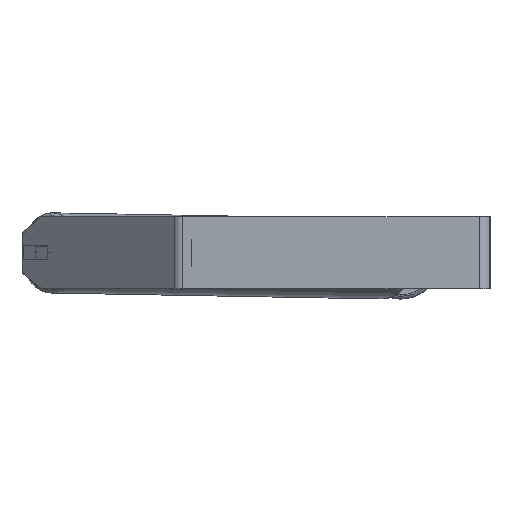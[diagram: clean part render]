
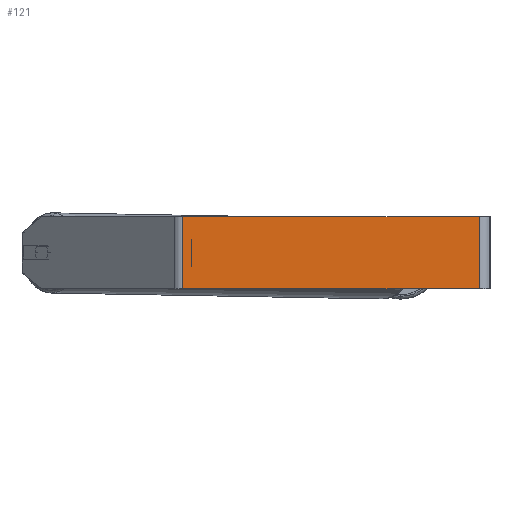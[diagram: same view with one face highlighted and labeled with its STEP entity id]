
A CAD part, left-side view. The second image highlights one B-rep face of the part: STEP entity #121.
In plain terms, the highlighted planar face has unit normal (-1, 0, 0).
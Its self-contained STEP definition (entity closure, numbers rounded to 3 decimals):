
#60 = VECTOR ( 'NONE', #8115, 1000. ) ;
#108 = CARTESIAN_POINT ( 'NONE',  ( -840., 12., 40. ) ) ;
#121 = ADVANCED_FACE ( 'NONE', ( #2490 ), #8410, .F. ) ;
#262 = EDGE_CURVE ( 'NONE', #2341, #7223, #8737, .T. ) ;
#716 = LINE ( 'NONE', #108, #60 ) ;
#1443 = LINE ( 'NONE', #2723, #7675 ) ;
#1586 = LINE ( 'NONE', #3077, #2179 ) ;
#1684 = ORIENTED_EDGE ( 'NONE', *, *, #4058, .F. ) ;
#2179 = VECTOR ( 'NONE', #4976, 1000. ) ;
#2341 = VERTEX_POINT ( 'NONE', #5442 ) ;
#2490 = FACE_OUTER_BOUND ( 'NONE', #8000, .T. ) ;
#2712 = CARTESIAN_POINT ( 'NONE',  ( -840., 341.161, -40. ) ) ;
#2723 = CARTESIAN_POINT ( 'NONE',  ( -840., 346.131, -40. ) ) ;
#3077 = CARTESIAN_POINT ( 'NONE',  ( -840., 346.131, 40. ) ) ;
#3095 = CARTESIAN_POINT ( 'NONE',  ( -840., 346.131, 40. ) ) ;
#3836 = DIRECTION ( 'NONE',  ( 0., 0., -1. ) ) ;
#4058 = EDGE_CURVE ( 'NONE', #7537, #8053, #716, .T. ) ;
#4128 = DIRECTION ( 'NONE',  ( 0., -1., 0. ) ) ;
#4335 = ORIENTED_EDGE ( 'NONE', *, *, #262, .T. ) ;
#4374 = EDGE_CURVE ( 'NONE', #7223, #8053, #1443, .T. ) ;
#4678 = CARTESIAN_POINT ( 'NONE',  ( -840., 341.161, 40. ) ) ;
#4976 = DIRECTION ( 'NONE',  ( 0., -1., 0. ) ) ;
#5421 = ORIENTED_EDGE ( 'NONE', *, *, #4374, .T. ) ;
#5442 = CARTESIAN_POINT ( 'NONE',  ( -840., 341.161, 40. ) ) ;
#5752 = DIRECTION ( 'NONE',  ( 1., 0., 0. ) ) ;
#5902 = CARTESIAN_POINT ( 'NONE',  ( -840., 12., -40. ) ) ;
#5989 = ORIENTED_EDGE ( 'NONE', *, *, #7729, .F. ) ;
#6284 = VECTOR ( 'NONE', #3836, 1000. ) ;
#6438 = CARTESIAN_POINT ( 'NONE',  ( -840., 12., 40. ) ) ;
#6972 = AXIS2_PLACEMENT_3D ( 'NONE', #3095, #5752, #7798 ) ;
#7223 = VERTEX_POINT ( 'NONE', #2712 ) ;
#7537 = VERTEX_POINT ( 'NONE', #6438 ) ;
#7675 = VECTOR ( 'NONE', #4128, 1000. ) ;
#7729 = EDGE_CURVE ( 'NONE', #2341, #7537, #1586, .T. ) ;
#7798 = DIRECTION ( 'NONE',  ( 0., 0., -1. ) ) ;
#8000 = EDGE_LOOP ( 'NONE', ( #5421, #1684, #5989, #4335 ) ) ;
#8053 = VERTEX_POINT ( 'NONE', #5902 ) ;
#8115 = DIRECTION ( 'NONE',  ( 0., 0., -1. ) ) ;
#8410 = PLANE ( 'NONE',  #6972 ) ;
#8737 = LINE ( 'NONE', #4678, #6284 ) ;
